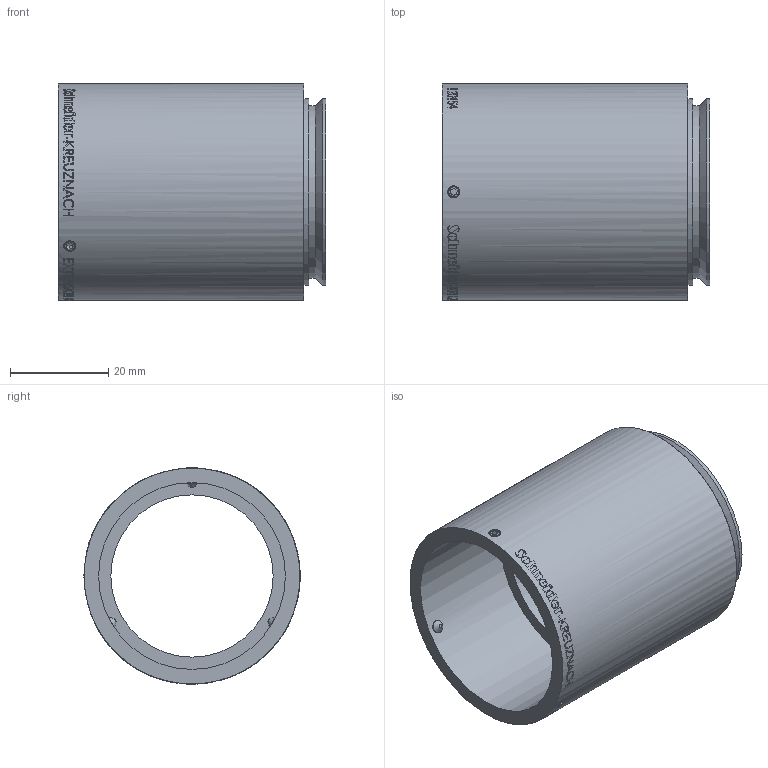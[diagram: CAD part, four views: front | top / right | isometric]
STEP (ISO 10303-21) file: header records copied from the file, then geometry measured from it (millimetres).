
FILE_DESCRIPTION(/* description */ (''),/* implementation_level */ '2;1');
FILE_NAME(/* name */ '20154_00166629_001.stp',/* time_stamp */ '2022-04-01T08:49:54+02:00',/* author */ (''),/* organization */ (''),/* preprocessor_version */ 'ST-DEVELOPER v16',/* originating_system */ 'SIEMENS PLM Software NX 10.0',/* authorisation */ '');
FILE_SCHEMA (('AP203_CONFIGURATION_CONTROLLED_3D_DESIGN_OF_MECHANICAL_PARTS_AND_ASSEMBLIES_MIM_LF { 1 0 10303 403 2 1 2}'));
Length unit declared in the file: millimetre
Products named in the file (1): Froe6B5C76F3nb7m
Bounding box: 54.5 x 44 x 44 mm (x, y, z)
Volume: 27751.9 mm3; surface area: 21936.4 mm2
Topology: 1 solids, 2 shells, 118 faces, 529 edges, 489 vertices
Faces by surface type: cylinder 82, plane 29, cone 7
Full cylindrical faces by diameter (mm): 2.05 x3, 2.5 x3, 33 x1, 35 x1, 38 x3, 44 x2
Entity records: 7278 total; most frequent: CARTESIAN_POINT 3472, ORIENTED_EDGE 991, EDGE_CURVE 498, VERTEX_POINT 480, B_SPLINE_CURVE_WITH_KNOTS 418, DIRECTION 362, EDGE_LOOP 221, AXIS2_PLACEMENT_3D 163
